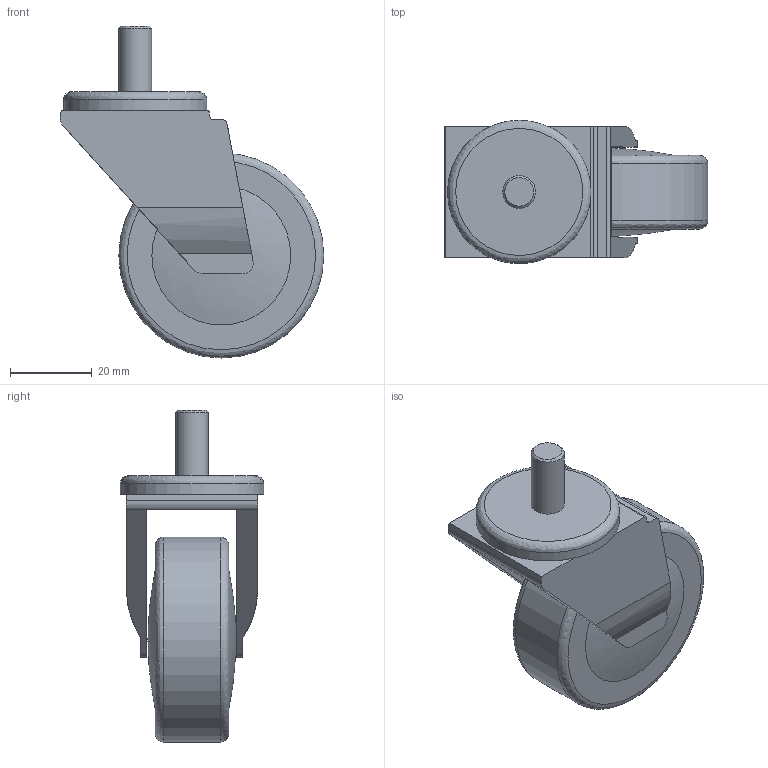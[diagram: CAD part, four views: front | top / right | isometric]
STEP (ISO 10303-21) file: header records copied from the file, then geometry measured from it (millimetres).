
FILE_DESCRIPTION(('STEP AP203'),'2;1');
FILE_NAME('24.150.00.stp','2011-03-28T17:22:45',(''),(''),'2009.3.110','THINKDESIGN','');
FILE_SCHEMA(('CONFIG_CONTROL_DESIGN'));
Length unit declared in the file: millimetre
Bounding box: 64.29 x 35 x 80.99 mm (x, y, z)
Volume: 55003.3 mm3; surface area: 16565.3 mm2
Topology: 3 solids, 3 shells, 39 faces, 104 edges, 72 vertices
Faces by surface type: plane 20, cylinder 13, bspline 6
Full cylindrical faces by diameter (mm): 8 x1, 35 x1, 49.992 x1
Entity records: 1471 total; most frequent: CARTESIAN_POINT 384, DIRECTION 213, ORIENTED_EDGE 204, EDGE_CURVE 102, AXIS2_PLACEMENT_3D 80, VERTEX_POINT 72, VECTOR 53, LINE 53
